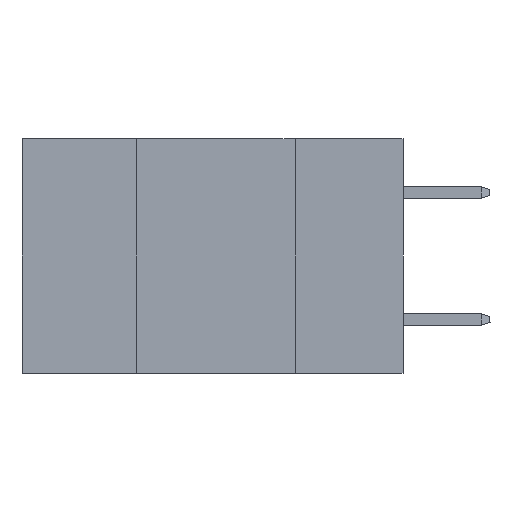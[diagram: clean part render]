
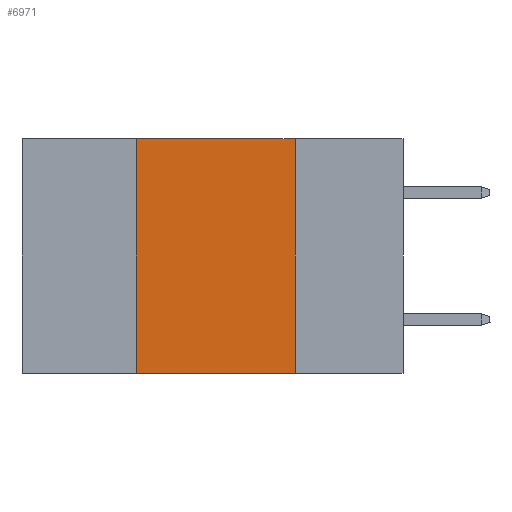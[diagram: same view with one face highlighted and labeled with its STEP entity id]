
A CAD part, left-side view. The second image highlights one B-rep face of the part: STEP entity #6971.
In plain terms, the highlighted planar face has unit normal (-1, 0, 0).
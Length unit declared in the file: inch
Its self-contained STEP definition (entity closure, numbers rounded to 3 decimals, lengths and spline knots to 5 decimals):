
#766 = DIRECTION ( 'NONE',  ( 0., -1., 0. ) ) ;
#1741 = ORIENTED_EDGE ( 'NONE', *, *, #16180, .F. ) ;
#2141 = CARTESIAN_POINT ( 'NONE',  ( 0., 0.42, -0.37 ) ) ;
#2521 = DIRECTION ( 'NONE',  ( 0., 0., -1. ) ) ;
#2922 = DIRECTION ( 'NONE',  ( 1., 0., 0. ) ) ;
#3404 = VECTOR ( 'NONE', #2521, 39.37008 ) ;
#4501 = CARTESIAN_POINT ( 'NONE',  ( 0., 0.42, 0. ) ) ;
#4676 = AXIS2_PLACEMENT_3D ( 'NONE', #17012, #2922, #11168 ) ;
#4966 = FACE_OUTER_BOUND ( 'NONE', #11346, .T. ) ;
#6087 = CARTESIAN_POINT ( 'NONE',  ( 0., 0.17, -0.37 ) ) ;
#6513 = VERTEX_POINT ( 'NONE', #4501 ) ;
#6726 = PLANE ( 'NONE',  #4676 ) ;
#6805 = VECTOR ( 'NONE', #766, 39.37008 ) ;
#6971 = ADVANCED_FACE ( 'NONE', ( #4966 ), #6726, .F. ) ;
#7613 = CARTESIAN_POINT ( 'NONE',  ( 0., 0.6, 0. ) ) ;
#8181 = EDGE_CURVE ( 'NONE', #14197, #6513, #12838, .T. ) ;
#9792 = LINE ( 'NONE', #7613, #19401 ) ;
#11168 = DIRECTION ( 'NONE',  ( 0., 0., -1. ) ) ;
#11312 = CARTESIAN_POINT ( 'NONE',  ( 0., 0.6, -0.37 ) ) ;
#11346 = EDGE_LOOP ( 'NONE', ( #14623, #1741, #26674, #22762 ) ) ;
#12517 = LINE ( 'NONE', #16600, #3404 ) ;
#12818 = VERTEX_POINT ( 'NONE', #21490 ) ;
#12838 = LINE ( 'NONE', #19213, #21907 ) ;
#14197 = VERTEX_POINT ( 'NONE', #2141 ) ;
#14228 = EDGE_CURVE ( 'NONE', #14197, #17124, #17275, .T. ) ;
#14623 = ORIENTED_EDGE ( 'NONE', *, *, #15823, .F. ) ;
#15823 = EDGE_CURVE ( 'NONE', #12818, #17124, #12517, .T. ) ;
#16180 = EDGE_CURVE ( 'NONE', #6513, #12818, #9792, .T. ) ;
#16600 = CARTESIAN_POINT ( 'NONE',  ( 0., 0.17, 0. ) ) ;
#17012 = CARTESIAN_POINT ( 'NONE',  ( 0., 0.6, 0. ) ) ;
#17124 = VERTEX_POINT ( 'NONE', #6087 ) ;
#17275 = LINE ( 'NONE', #11312, #6805 ) ;
#19213 = CARTESIAN_POINT ( 'NONE',  ( 0., 0.42, 0. ) ) ;
#19401 = VECTOR ( 'NONE', #26001, 39.37008 ) ;
#21096 = DIRECTION ( 'NONE',  ( 0., 0., 1. ) ) ;
#21490 = CARTESIAN_POINT ( 'NONE',  ( 0., 0.17, 0. ) ) ;
#21907 = VECTOR ( 'NONE', #21096, 39.37008 ) ;
#22762 = ORIENTED_EDGE ( 'NONE', *, *, #14228, .T. ) ;
#26001 = DIRECTION ( 'NONE',  ( 0., -1., 0. ) ) ;
#26674 = ORIENTED_EDGE ( 'NONE', *, *, #8181, .F. ) ;
